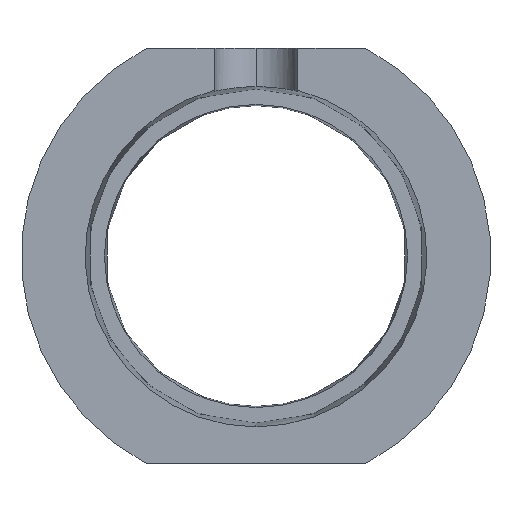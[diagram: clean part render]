
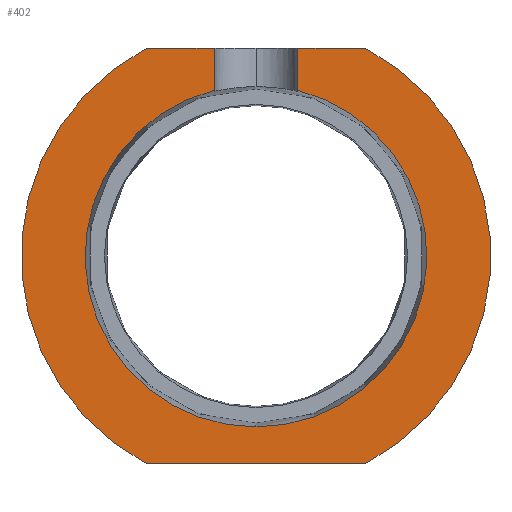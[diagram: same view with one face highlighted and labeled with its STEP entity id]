
A CAD part, left-side view. The second image highlights one B-rep face of the part: STEP entity #402.
In plain terms, the highlighted planar face has unit normal (-1, 0, 0).
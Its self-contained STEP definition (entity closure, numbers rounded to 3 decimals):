
#48 = CARTESIAN_POINT ( 'NONE',  ( 0., 0., -6.213 ) ) ;
#49 = VECTOR ( 'NONE', #532, 1000. ) ;
#71 = LINE ( 'NONE', #276, #49 ) ;
#75 = DIRECTION ( 'NONE',  ( 0., 0., 1. ) ) ;
#120 = ORIENTED_EDGE ( 'NONE', *, *, #1096, .T. ) ;
#124 = EDGE_CURVE ( 'NONE', #659, #371, #290, .T. ) ;
#134 = EDGE_CURVE ( 'NONE', #849, #531, #71, .T. ) ;
#159 = ORIENTED_EDGE ( 'NONE', *, *, #795, .F. ) ;
#163 = VERTEX_POINT ( 'NONE', #776 ) ;
#177 = DIRECTION ( 'NONE',  ( 0., 1., 0. ) ) ;
#201 = CARTESIAN_POINT ( 'NONE',  ( 0., 0., 0. ) ) ;
#216 = EDGE_LOOP ( 'NONE', ( #224, #342, #159, #120, #354, #321, #680, #630, #947 ) ) ;
#224 = ORIENTED_EDGE ( 'NONE', *, *, #921, .F. ) ;
#230 = CARTESIAN_POINT ( 'NONE',  ( 0., 0., 0. ) ) ;
#236 = DIRECTION ( 'NONE',  ( 0., 0., 1. ) ) ;
#240 = DIRECTION ( 'NONE',  ( -1., 0., 0. ) ) ;
#243 = EDGE_CURVE ( 'NONE', #163, #934, #452, .T. ) ;
#276 = CARTESIAN_POINT ( 'NONE',  ( 0., 0., 6.213 ) ) ;
#286 = DIRECTION ( 'NONE',  ( 0., 0., 1. ) ) ;
#290 = LINE ( 'NONE', #626, #499 ) ;
#308 = DIRECTION ( 'NONE',  ( 0., 0., 1. ) ) ;
#320 = DIRECTION ( 'NONE',  ( 0., 0., 1. ) ) ;
#321 = ORIENTED_EDGE ( 'NONE', *, *, #834, .T. ) ;
#342 = ORIENTED_EDGE ( 'NONE', *, *, #664, .F. ) ;
#350 = DIRECTION ( 'NONE',  ( -1., 0., 0. ) ) ;
#354 = ORIENTED_EDGE ( 'NONE', *, *, #124, .F. ) ;
#371 = VERTEX_POINT ( 'NONE', #621 ) ;
#398 = VECTOR ( 'NONE', #236, 1000. ) ;
#402 = ADVANCED_FACE ( 'NONE', ( #441 ), #1064, .T. ) ;
#441 = FACE_OUTER_BOUND ( 'NONE', #216, .T. ) ;
#452 = LINE ( 'NONE', #48, #700 ) ;
#493 = AXIS2_PLACEMENT_3D ( 'NONE', #762, #240, #863 ) ;
#499 = VECTOR ( 'NONE', #716, 1000. ) ;
#502 = CARTESIAN_POINT ( 'NONE',  ( 0., 3.28, -6.213 ) ) ;
#531 = VERTEX_POINT ( 'NONE', #660 ) ;
#532 = DIRECTION ( 'NONE',  ( 0., -1., 0. ) ) ;
#541 = AXIS2_PLACEMENT_3D ( 'NONE', #1124, #580, #75 ) ;
#561 = AXIS2_PLACEMENT_3D ( 'NONE', #230, #853, #308 ) ;
#580 = DIRECTION ( 'NONE',  ( -1., 0., 0. ) ) ;
#621 = CARTESIAN_POINT ( 'NONE',  ( 0., 1.25, 6.213 ) ) ;
#626 = CARTESIAN_POINT ( 'NONE',  ( 0., 0., 6.213 ) ) ;
#628 = AXIS2_PLACEMENT_3D ( 'NONE', #902, #350, #981 ) ;
#630 = ORIENTED_EDGE ( 'NONE', *, *, #772, .T. ) ;
#635 = VECTOR ( 'NONE', #320, 1000. ) ;
#648 = CARTESIAN_POINT ( 'NONE',  ( 0., 1.25, 4.958 ) ) ;
#659 = VERTEX_POINT ( 'NONE', #909 ) ;
#660 = CARTESIAN_POINT ( 'NONE',  ( 0., -3.28, 6.213 ) ) ;
#664 = EDGE_CURVE ( 'NONE', #999, #907, #714, .T. ) ;
#666 = VERTEX_POINT ( 'NONE', #648 ) ;
#670 = AXIS2_PLACEMENT_3D ( 'NONE', #201, #818, #286 ) ;
#680 = ORIENTED_EDGE ( 'NONE', *, *, #243, .F. ) ;
#700 = VECTOR ( 'NONE', #177, 1000. ) ;
#704 = CARTESIAN_POINT ( 'NONE',  ( 0., 0., -5.113 ) ) ;
#714 = CIRCLE ( 'NONE', #670, 5.113 ) ;
#716 = DIRECTION ( 'NONE',  ( 0., -1., 0. ) ) ;
#761 = CIRCLE ( 'NONE', #493, 5.113 ) ;
#762 = CARTESIAN_POINT ( 'NONE',  ( 0., 0., 0. ) ) ;
#766 = CARTESIAN_POINT ( 'NONE',  ( 0., -1.25, -6.214 ) ) ;
#767 = CARTESIAN_POINT ( 'NONE',  ( 0., -1.25, 6.213 ) ) ;
#772 = EDGE_CURVE ( 'NONE', #163, #531, #971, .T. ) ;
#776 = CARTESIAN_POINT ( 'NONE',  ( 0., -3.28, -6.213 ) ) ;
#795 = EDGE_CURVE ( 'NONE', #666, #999, #761, .T. ) ;
#818 = DIRECTION ( 'NONE',  ( -1., 0., 0. ) ) ;
#834 = EDGE_CURVE ( 'NONE', #659, #934, #998, .T. ) ;
#849 = VERTEX_POINT ( 'NONE', #767 ) ;
#853 = DIRECTION ( 'NONE',  ( -1., 0., 0. ) ) ;
#862 = CARTESIAN_POINT ( 'NONE',  ( 0., 1.25, -6.214 ) ) ;
#863 = DIRECTION ( 'NONE',  ( 0., 0., 1. ) ) ;
#881 = LINE ( 'NONE', #766, #635 ) ;
#902 = CARTESIAN_POINT ( 'NONE',  ( 0., 0., 0. ) ) ;
#907 = VERTEX_POINT ( 'NONE', #1028 ) ;
#909 = CARTESIAN_POINT ( 'NONE',  ( 0., 3.28, 6.213 ) ) ;
#921 = EDGE_CURVE ( 'NONE', #907, #849, #881, .T. ) ;
#934 = VERTEX_POINT ( 'NONE', #502 ) ;
#947 = ORIENTED_EDGE ( 'NONE', *, *, #134, .F. ) ;
#971 = CIRCLE ( 'NONE', #561, 7.026 ) ;
#981 = DIRECTION ( 'NONE',  ( 0., 0., 1. ) ) ;
#998 = CIRCLE ( 'NONE', #541, 7.026 ) ;
#999 = VERTEX_POINT ( 'NONE', #704 ) ;
#1028 = CARTESIAN_POINT ( 'NONE',  ( 0., -1.25, 4.958 ) ) ;
#1064 = PLANE ( 'NONE',  #628 ) ;
#1088 = LINE ( 'NONE', #862, #398 ) ;
#1096 = EDGE_CURVE ( 'NONE', #666, #371, #1088, .T. ) ;
#1124 = CARTESIAN_POINT ( 'NONE',  ( 0., 0., 0. ) ) ;
